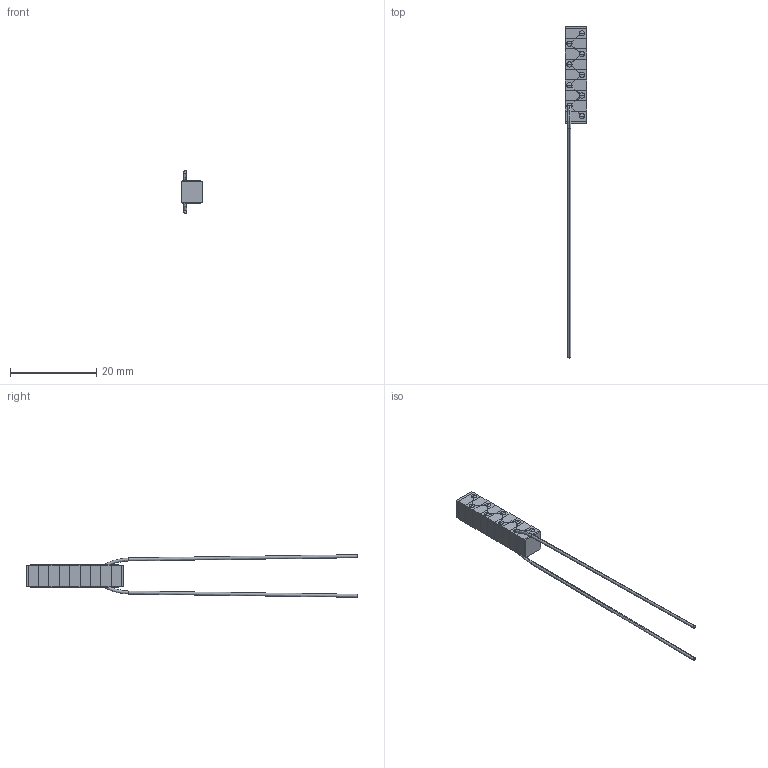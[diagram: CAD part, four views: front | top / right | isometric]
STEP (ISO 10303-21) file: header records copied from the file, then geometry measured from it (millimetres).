
FILE_DESCRIPTION (( 'STEP AP214' ), '1' );
FILE_NAME ('CTN002569.STEP', '2017-10-24T08:52:29', ( '' ), ( '' ), 'SwSTEP 2.0', 'SolidWorks 2016', '' );
FILE_SCHEMA (( 'AUTOMOTIVE_DESIGN' ));
Length unit declared in the file: millimetre
Products named in the file (1): CTN002569
Bounding box: 5 x 76.88 x 9.87 mm (x, y, z)
Volume: 611.9 mm3; surface area: 1265.4 mm2
Topology: 3 solids, 3 shells, 211 faces, 574 edges, 353 vertices
Faces by surface type: plane 85, cylinder 72, bspline 29, sphere 25
Entity records: 11657 total; most frequent: CARTESIAN_POINT 5663, ORIENTED_EDGE 1148, DIRECTION 929, EDGE_CURVE 574, VERTEX_POINT 353, AXIS2_PLACEMENT_3D 321, LINE 287, VECTOR 287
